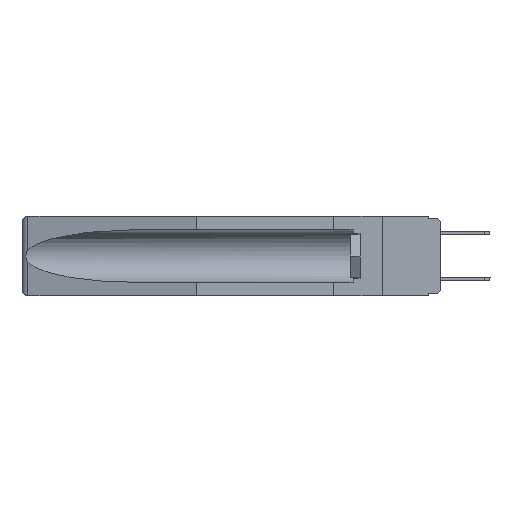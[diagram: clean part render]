
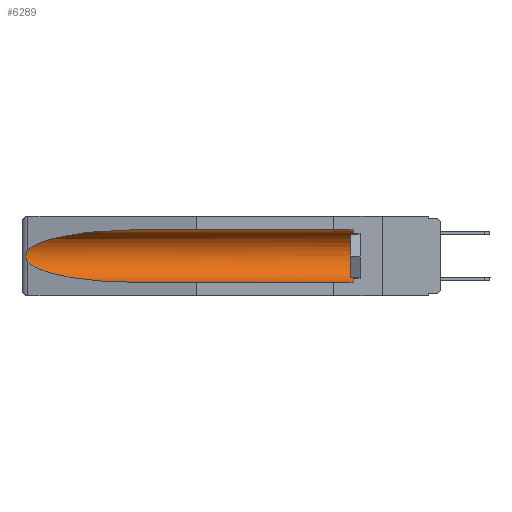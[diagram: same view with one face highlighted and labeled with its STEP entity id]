
A CAD part, left-side view. The second image highlights one B-rep face of the part: STEP entity #6289.
In plain terms, the highlighted cylindrical face has radius 2.857 mm (diameter 5.715 mm), a partial arc.
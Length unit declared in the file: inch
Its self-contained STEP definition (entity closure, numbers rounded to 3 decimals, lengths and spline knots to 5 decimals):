
#291 = CARTESIAN_POINT ( 'NONE',  ( 0.155, 0.126, -0.284 ) ) ;
#890 = LINE ( 'NONE', #22908, #4340 ) ;
#1277 = FACE_OUTER_BOUND ( 'NONE', #9214, .T. ) ;
#1360 = CARTESIAN_POINT ( 'NONE',  ( 0.26597, 1.5296, -0.19026 ) ) ;
#1500 = DIRECTION ( 'NONE',  ( 0., 1., 0. ) ) ;
#2049 = EDGE_CURVE ( 'NONE', #9954, #10283, #890, .T. ) ;
#2263 = VERTEX_POINT ( 'NONE', #21813 ) ;
#2359 = CARTESIAN_POINT ( 'NONE',  ( 0.25451, 1.48313, -0.24835 ) ) ;
#3217 = CARTESIAN_POINT ( 'NONE',  ( 0.26537, 1.52718, -0.14972 ) ) ;
#3225 = CARTESIAN_POINT ( 'NONE',  ( 0.26537, 1.52718, -0.19328 ) ) ;
#4074 = VECTOR ( 'NONE', #14213, 39.37008 ) ;
#4340 = VECTOR ( 'NONE', #10179, 39.37008 ) ;
#4538 = ORIENTED_EDGE ( 'NONE', *, *, #23352, .T. ) ;
#4965 = CARTESIAN_POINT ( 'NONE',  ( 0.2673, 1.53269, -0.17917 ) ) ;
#5193 = DIRECTION ( 'NONE',  ( 0., 0., 1. ) ) ;
#5754 = CARTESIAN_POINT ( 'NONE',  ( 0.26537, 1.52718, -0.19328 ) ) ;
#6230 = ORIENTED_EDGE ( 'NONE', *, *, #8076, .F. ) ;
#6289 = ADVANCED_FACE ( 'NONE', ( #1277 ), #12738, .F. ) ;
#6298 = B_SPLINE_CURVE_WITH_KNOTS ( 'NONE', 3,
 ( #15933, #19793, #16246, #21638, #16163, #10492, #4965, #12328, #1360, #3225 ),
 .UNSPECIFIED., .F., .F.,
 ( 4, 2, 2, 2, 4 ),
 ( 0., 0.00029, 0.00058, 0.00087, 0.00117 ),
 .UNSPECIFIED. ) ;
#6377 = LINE ( 'NONE', #8636, #4074 ) ;
#6892 = AXIS2_PLACEMENT_3D ( 'NONE', #8387, #17339, #10225 ) ;
#7574 = CARTESIAN_POINT ( 'NONE',  ( 0.155, 1.07973, -0.059 ) ) ;
#8076 = EDGE_CURVE ( 'NONE', #15187, #8993, #6377, .T. ) ;
#8387 = CARTESIAN_POINT ( 'NONE',  ( 0.155, 0.126, -0.1715 ) ) ;
#8636 = CARTESIAN_POINT ( 'NONE',  ( 0.155, -0.30754, -0.284 ) ) ;
#8993 = VERTEX_POINT ( 'NONE', #16769 ) ;
#9042 = CARTESIAN_POINT ( 'NONE',  ( 0.155, 1.07973, -0.059 ) ) ;
#9214 = EDGE_LOOP ( 'NONE', ( #20576, #19941, #4538, #6230, #18170, #17109 ) ) ;
#9435 = EDGE_CURVE ( 'NONE', #10283, #2263, #10533, .T. ) ;
#9789 =( BOUNDED_CURVE ( )  B_SPLINE_CURVE ( 3, ( #19012, #2359, #17147, #15152 ),
 .UNSPECIFIED., .F., .F. ) 
 B_SPLINE_CURVE_WITH_KNOTS ( ( 4, 4 ),
 ( 0.1948, 1.5708 ),
 .UNSPECIFIED. ) 
 CURVE ( )  GEOMETRIC_REPRESENTATION_ITEM ( )  RATIONAL_B_SPLINE_CURVE ( ( 1., 0.848, 0.848, 1. ) ) 
 REPRESENTATION_ITEM ( '' )  );
#9954 = VERTEX_POINT ( 'NONE', #15814 ) ;
#10179 = DIRECTION ( 'NONE',  ( 0., 1., 0. ) ) ;
#10225 = DIRECTION ( 'NONE',  ( 0., 0., 1. ) ) ;
#10283 = VERTEX_POINT ( 'NONE', #7574 ) ;
#10492 = CARTESIAN_POINT ( 'NONE',  ( 0.2675, 1.53308, -0.17534 ) ) ;
#10533 =( BOUNDED_CURVE ( )  B_SPLINE_CURVE ( 3, ( #9042, #18141, #14221, #3217 ),
 .UNSPECIFIED., .F., .F. ) 
 B_SPLINE_CURVE_WITH_KNOTS ( ( 4, 4 ),
 ( 4.71239, 6.08839 ),
 .UNSPECIFIED. ) 
 CURVE ( )  GEOMETRIC_REPRESENTATION_ITEM ( )  RATIONAL_B_SPLINE_CURVE ( ( 1., 0.848, 0.848, 1. ) ) 
 REPRESENTATION_ITEM ( '' )  );
#12328 = CARTESIAN_POINT ( 'NONE',  ( 0.26655, 1.53094, -0.18657 ) ) ;
#12457 = CARTESIAN_POINT ( 'NONE',  ( 0.155, -0.30754, -0.1715 ) ) ;
#12738 = CYLINDRICAL_SURFACE ( 'NONE', #16404, 0.1125 ) ;
#14213 = DIRECTION ( 'NONE',  ( 0., 1., 0. ) ) ;
#14221 = CARTESIAN_POINT ( 'NONE',  ( 0.25451, 1.48313, -0.09465 ) ) ;
#15152 = CARTESIAN_POINT ( 'NONE',  ( 0.155, 1.07973, -0.284 ) ) ;
#15187 = VERTEX_POINT ( 'NONE', #291 ) ;
#15231 = VERTEX_POINT ( 'NONE', #5754 ) ;
#15481 = CIRCLE ( 'NONE', #6892, 0.1125 ) ;
#15814 = CARTESIAN_POINT ( 'NONE',  ( 0.155, 0.126, -0.059 ) ) ;
#15933 = CARTESIAN_POINT ( 'NONE',  ( 0.26537, 1.52718, -0.14972 ) ) ;
#16163 = CARTESIAN_POINT ( 'NONE',  ( 0.2675, 1.53308, -0.16763 ) ) ;
#16246 = CARTESIAN_POINT ( 'NONE',  ( 0.26654, 1.53092, -0.15636 ) ) ;
#16404 = AXIS2_PLACEMENT_3D ( 'NONE', #12457, #1500, #5193 ) ;
#16608 = EDGE_CURVE ( 'NONE', #15187, #9954, #15481, .T. ) ;
#16769 = CARTESIAN_POINT ( 'NONE',  ( 0.155, 1.07973, -0.284 ) ) ;
#17109 = ORIENTED_EDGE ( 'NONE', *, *, #2049, .T. ) ;
#17147 = CARTESIAN_POINT ( 'NONE',  ( 0.21114, 1.30732, -0.284 ) ) ;
#17339 = DIRECTION ( 'NONE',  ( 0., -1., 0. ) ) ;
#18141 = CARTESIAN_POINT ( 'NONE',  ( 0.21114, 1.30732, -0.059 ) ) ;
#18170 = ORIENTED_EDGE ( 'NONE', *, *, #16608, .T. ) ;
#18267 = EDGE_CURVE ( 'NONE', #2263, #15231, #6298, .T. ) ;
#19012 = CARTESIAN_POINT ( 'NONE',  ( 0.26537, 1.52718, -0.19328 ) ) ;
#19793 = CARTESIAN_POINT ( 'NONE',  ( 0.26597, 1.52961, -0.15275 ) ) ;
#19941 = ORIENTED_EDGE ( 'NONE', *, *, #18267, .T. ) ;
#20576 = ORIENTED_EDGE ( 'NONE', *, *, #9435, .T. ) ;
#21638 = CARTESIAN_POINT ( 'NONE',  ( 0.2673, 1.5327, -0.16383 ) ) ;
#21813 = CARTESIAN_POINT ( 'NONE',  ( 0.26537, 1.52718, -0.14972 ) ) ;
#22908 = CARTESIAN_POINT ( 'NONE',  ( 0.155, -0.30754, -0.059 ) ) ;
#23352 = EDGE_CURVE ( 'NONE', #15231, #8993, #9789, .T. ) ;
